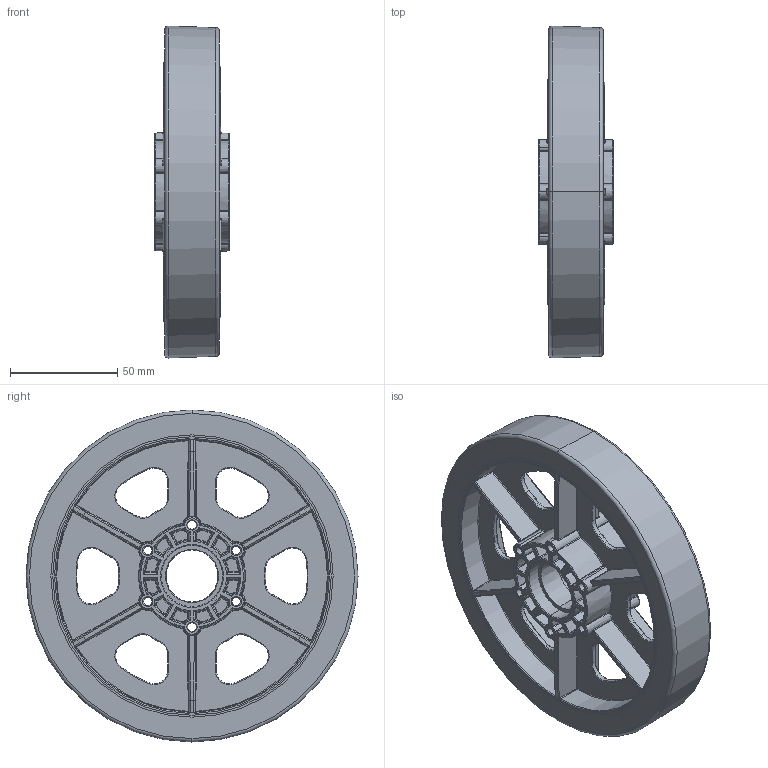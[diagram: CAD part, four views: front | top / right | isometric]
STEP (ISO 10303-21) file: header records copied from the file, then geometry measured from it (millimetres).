
FILE_DESCRIPTION (( 'STEP AP203' ), '1' );
FILE_NAME ('am-0144a SmoothGrip Wheel.STEP', '2022-05-23T15:51:21', ( '' ), ( '' ), 'SwSTEP 2.0', 'SolidWorks 2021', '' );
FILE_SCHEMA (( 'CONFIG_CONTROL_DESIGN' ));
Length unit declared in the file: inch
Products named in the file (3): am-0144a SmoothGrip Wheel; 6 wheel Rev 4; SmoothGrip Tread
Assembly tree (2 placements, depth 2):
  am-0144a SmoothGrip Wheel
    6 wheel Rev 4
    SmoothGrip Tread
Bounding box: 34.92 x 154.82 x 154.82 mm (x, y, z)
Volume: 224626.4 mm3; surface area: 103025.5 mm2
Topology: 2 solids, 2 shells, 1583 faces, 3460 edges, 1776 vertices
Faces by surface type: bspline 384, torus 372, sphere 283, cylinder 265, plane 153, cone 126
Entity records: 52320 total; most frequent: CARTESIAN_POINT 20442, DIRECTION 6801, ORIENTED_EDGE 6656, EDGE_CURVE 3328, AXIS2_PLACEMENT_3D 3139, CIRCLE 1935, VERTEX_POINT 1776, EDGE_LOOP 1638
